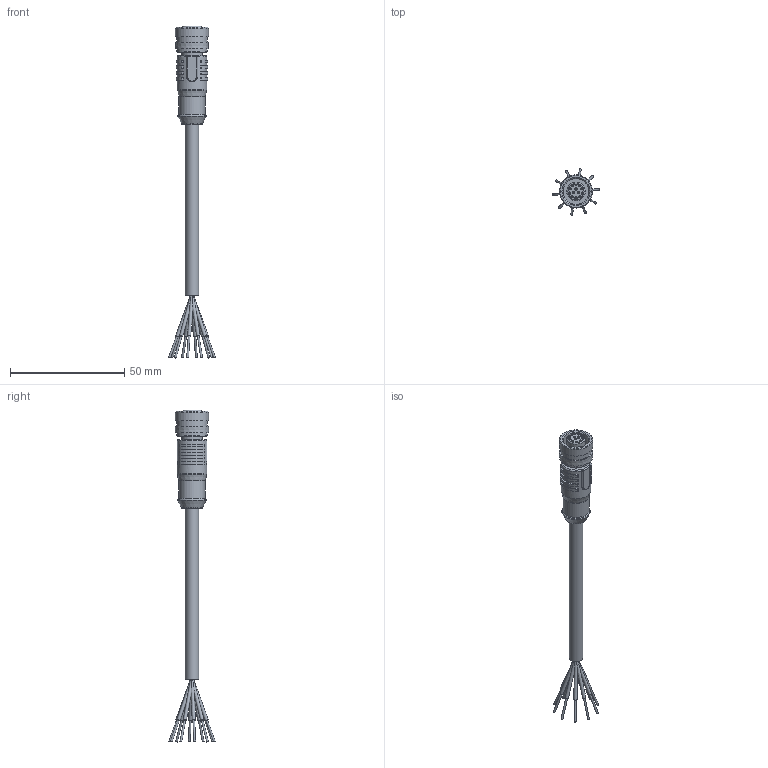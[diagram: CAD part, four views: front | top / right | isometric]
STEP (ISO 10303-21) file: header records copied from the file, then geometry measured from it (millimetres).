
FILE_DESCRIPTION (( 'STEP AP214' ), '1' );
FILE_NAME ('FLG-WR-CABLE.STEP', '2024-10-30T19:10:51', ( '' ), ( '' ), 'SwSTEP 2.0', 'SolidWorks 2023', '' );
FILE_SCHEMA (( 'AUTOMOTIVE_DESIGN' ));
Length unit declared in the file: inch
Products named in the file (1): FLG-WR-CABLE
Bounding box: 20.57 x 20.34 x 145.37 mm (x, y, z)
Volume: 7477.8 mm3; surface area: 5303.8 mm2
Topology: 1 solids, 1 shells, 209 faces, 466 edges, 295 vertices
Faces by surface type: plane 90, cylinder 67, cone 20, bspline 18, torus 10, sphere 4
Full cylindrical faces by diameter (mm): 0.8 x22, 1.4 x10, 6 x1, 9.035 x1, 11.264 x1, 11.533 x1, 13.035 x1, 13.535 x2, 14.534 x1
Entity records: 5962 total; most frequent: CARTESIAN_POINT 1799, DIRECTION 848, ORIENTED_EDGE 750, EDGE_CURVE 375, AXIS2_PLACEMENT_3D 355, EDGE_LOOP 312, VERTEX_POINT 271, FACE_OUTER_BOUND 252
